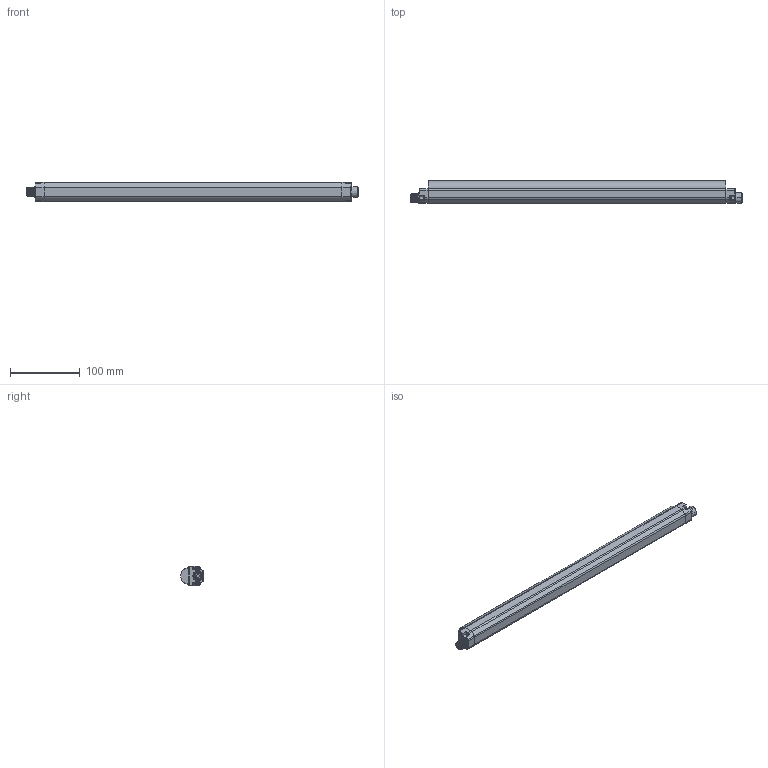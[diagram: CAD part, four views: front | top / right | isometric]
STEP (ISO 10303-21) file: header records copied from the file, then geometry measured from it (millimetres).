
FILE_DESCRIPTION((''),'2;1');
FILE_NAME('167006_SW','2012-09-04T',('banengservice'),('BANNER ENGINEERING'),'PRO/ENGINEER BY PARAMETRIC TECHNOLOGY CORPORATION, 2009141','PRO/ENGINEER BY PARAMETRIC TECHNOLOGY CORPORATION, 2009141','');
FILE_SCHEMA(('CONFIG_CONTROL_DESIGN'));
Products named in the file (1): 167006_SW
Bounding box: 476 x 32.19 x 28 mm (x, y, z)
Volume: 194609.5 mm3; surface area: 123879.5 mm2
Topology: 1 solids, 1 shells, 1064 faces, 2670 edges, 1634 vertices
Faces by surface type: plane 348, cylinder 335, bspline 139, cone 132, torus 94, sphere 16
Entity records: 47628 total; most frequent: CARTESIAN_POINT 22735, ORIENTED_EDGE 5324, DIRECTION 5154, EDGE_CURVE 2662, AXIS2_PLACEMENT_3D 2001, VERTEX_POINT 1634, VECTOR 1152, LINE 1152
